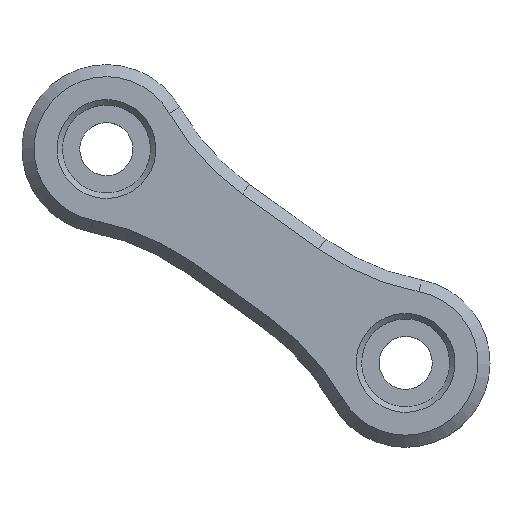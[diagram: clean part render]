
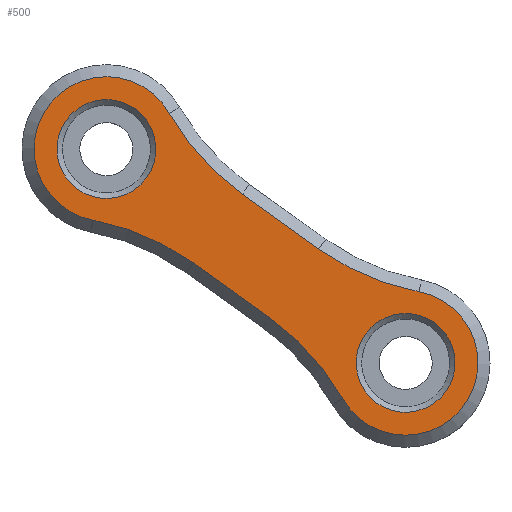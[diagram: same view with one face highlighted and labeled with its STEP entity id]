
A CAD part, top view. The second image highlights one B-rep face of the part: STEP entity #500.
In plain terms, the highlighted planar face has unit normal (0, 0, 1).
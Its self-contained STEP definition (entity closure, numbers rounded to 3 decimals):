
#41=FACE_BOUND('',#85,.T.);
#42=FACE_BOUND('',#86,.T.);
#48=FACE_OUTER_BOUND('',#84,.T.);
#84=EDGE_LOOP('',(#361,#362,#363,#364,#365,#366,#367,#368));
#85=EDGE_LOOP('',(#369));
#86=EDGE_LOOP('',(#370));
#127=CIRCLE('',#557,21.);
#128=CIRCLE('',#558,6.);
#129=CIRCLE('',#559,21.);
#130=CIRCLE('',#560,21.);
#131=CIRCLE('',#561,6.);
#132=CIRCLE('',#562,21.);
#133=CIRCLE('',#563,4.1);
#134=CIRCLE('',#564,4.1);
#161=LINE('',#832,#199);
#162=LINE('',#839,#200);
#199=VECTOR('',#653,10.);
#200=VECTOR('',#660,10.);
#243=VERTEX_POINT('',#824);
#244=VERTEX_POINT('',#825);
#245=VERTEX_POINT('',#827);
#246=VERTEX_POINT('',#829);
#247=VERTEX_POINT('',#831);
#248=VERTEX_POINT('',#833);
#249=VERTEX_POINT('',#835);
#250=VERTEX_POINT('',#837);
#251=VERTEX_POINT('',#840);
#252=VERTEX_POINT('',#842);
#287=EDGE_CURVE('',#243,#244,#127,.T.);
#288=EDGE_CURVE('',#244,#245,#128,.T.);
#289=EDGE_CURVE('',#245,#246,#129,.T.);
#290=EDGE_CURVE('',#246,#247,#161,.T.);
#291=EDGE_CURVE('',#247,#248,#130,.T.);
#292=EDGE_CURVE('',#248,#249,#131,.T.);
#293=EDGE_CURVE('',#249,#250,#132,.T.);
#294=EDGE_CURVE('',#250,#243,#162,.T.);
#295=EDGE_CURVE('',#251,#251,#133,.T.);
#296=EDGE_CURVE('',#252,#252,#134,.T.);
#361=ORIENTED_EDGE('',*,*,#287,.T.);
#362=ORIENTED_EDGE('',*,*,#288,.T.);
#363=ORIENTED_EDGE('',*,*,#289,.T.);
#364=ORIENTED_EDGE('',*,*,#290,.T.);
#365=ORIENTED_EDGE('',*,*,#291,.T.);
#366=ORIENTED_EDGE('',*,*,#292,.T.);
#367=ORIENTED_EDGE('',*,*,#293,.T.);
#368=ORIENTED_EDGE('',*,*,#294,.T.);
#369=ORIENTED_EDGE('',*,*,#295,.T.);
#370=ORIENTED_EDGE('',*,*,#296,.T.);
#490=PLANE('',#556);
#500=ADVANCED_FACE('',(#48,#41,#42),#490,.F.);
#556=AXIS2_PLACEMENT_3D('',#823,#645,#646);
#557=AXIS2_PLACEMENT_3D('',#826,#647,#648);
#558=AXIS2_PLACEMENT_3D('',#828,#649,#650);
#559=AXIS2_PLACEMENT_3D('',#830,#651,#652);
#560=AXIS2_PLACEMENT_3D('',#834,#654,#655);
#561=AXIS2_PLACEMENT_3D('',#836,#656,#657);
#562=AXIS2_PLACEMENT_3D('',#838,#658,#659);
#563=AXIS2_PLACEMENT_3D('',#841,#661,#662);
#564=AXIS2_PLACEMENT_3D('',#843,#663,#664);
#645=DIRECTION('center_axis',(0.,0.,
-1.));
#646=DIRECTION('ref_axis',(0.581,0.814,0.));
#647=DIRECTION('center_axis',(0.,0.,
-1.));
#648=DIRECTION('ref_axis',(0.743,0.669,0.));
#649=DIRECTION('center_axis',(0.,0.,
1.));
#650=DIRECTION('ref_axis',(0.581,0.814,0.));
#651=DIRECTION('center_axis',(0.,0.,
-1.));
#652=DIRECTION('ref_axis',(-0.393,-0.92,0.));
#653=DIRECTION('',(-0.814,0.581,0.));
#654=DIRECTION('center_axis',(0.,0.,
-1.));
#655=DIRECTION('ref_axis',(-0.743,-0.669,0.));
#656=DIRECTION('center_axis',(0.,0.,
1.));
#657=DIRECTION('ref_axis',(0.581,0.814,0.));
#658=DIRECTION('center_axis',(0.,0.,
-1.));
#659=DIRECTION('ref_axis',(0.393,0.92,0.));
#660=DIRECTION('',(0.814,-0.581,0.));
#661=DIRECTION('center_axis',(0.,0.,
-1.));
#662=DIRECTION('ref_axis',(0.581,0.814,0.));
#663=DIRECTION('center_axis',(0.,0.,
-1.));
#664=DIRECTION('ref_axis',(0.581,0.814,0.));
#823=CARTESIAN_POINT('Origin',(28.648,-19.131,27.33));
#824=CARTESIAN_POINT('',(28.568,-23.376,27.33));
#825=CARTESIAN_POINT('',(34.618,-30.089,27.33));
#826=CARTESIAN_POINT('Origin',(16.359,-40.462,27.33));
#827=CARTESIAN_POINT('',(40.949,-21.229,27.33));
#828=CARTESIAN_POINT('Origin',(39.835,-27.125,27.33));
#829=CARTESIAN_POINT('',(32.638,-17.681,27.33));
#830=CARTESIAN_POINT('Origin',(44.847,-0.594,27.33));
#831=CARTESIAN_POINT('',(26.286,-13.142,27.33));
#832=CARTESIAN_POINT('',(25.293,-12.432,27.33));
#833=CARTESIAN_POINT('',(20.236,-6.429,27.33));
#834=CARTESIAN_POINT('Origin',(38.495,3.944,27.33));
#835=CARTESIAN_POINT('',(13.906,-15.289,27.33));
#836=CARTESIAN_POINT('Origin',(15.019,-9.393,27.33));
#837=CARTESIAN_POINT('',(22.217,-18.837,27.33));
#838=CARTESIAN_POINT('Origin',(10.008,-35.924,27.33));
#839=CARTESIAN_POINT('',(29.766,-24.232,27.33));
#840=CARTESIAN_POINT('',(37.452,-30.461,27.33));
#841=CARTESIAN_POINT('Origin',(39.836,-27.125,27.33));
#842=CARTESIAN_POINT('',(12.636,-12.729,27.33));
#843=CARTESIAN_POINT('Origin',(15.02,-9.393,27.33));
